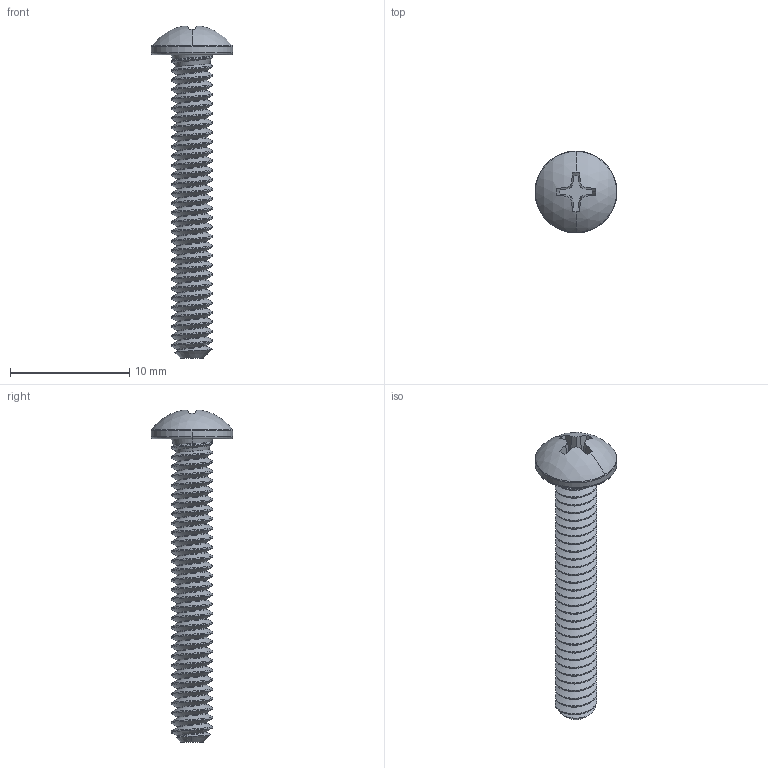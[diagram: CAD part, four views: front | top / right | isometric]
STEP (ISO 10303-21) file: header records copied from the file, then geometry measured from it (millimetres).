
FILE_DESCRIPTION (( 'STEP AP203' ), '1' );
FILE_NAME ('90272A153_Zinc-Plated Steel Pan Head Phillips Screw.STEP', '2022-01-19T21:14:31', ( 'Administrator' ), ( 'Managed by Terraform' ), 'SwSTEP 2.0', 'SolidWorks 2017', '' );
FILE_SCHEMA (( 'CONFIG_CONTROL_DESIGN' ));
Length unit declared in the file: inch
Products named in the file (1): 90272A153_Zinc-Plated Steel Pan Head Phillips Screw
Bounding box: 6.86 x 6.86 x 27.8 mm (x, y, z)
Volume: 237 mm3; surface area: 514.4 mm2
Topology: 1 solids, 1 shells, 107 faces, 306 edges, 202 vertices
Faces by surface type: cylinder 65, plane 19, cone 14, torus 4, bspline 3, sphere 2
Entity records: 8507 total; most frequent: CARTESIAN_POINT 6029, ORIENTED_EDGE 612, DIRECTION 413, EDGE_CURVE 306, VERTEX_POINT 202, AXIS2_PLACEMENT_3D 156, EDGE_LOOP 108, FACE_OUTER_BOUND 107
